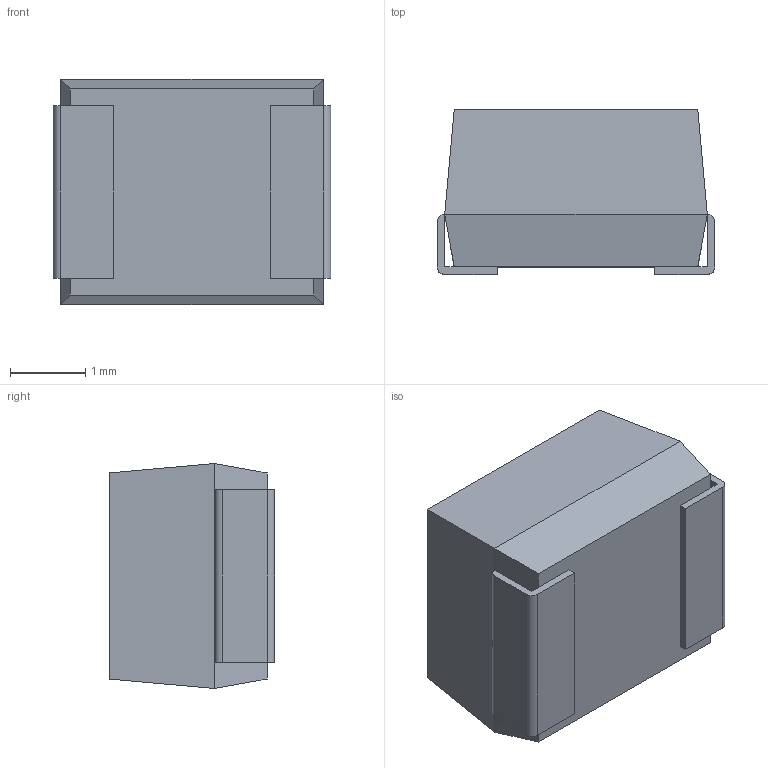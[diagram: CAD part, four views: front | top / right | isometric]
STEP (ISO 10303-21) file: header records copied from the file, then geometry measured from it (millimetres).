
FILE_DESCRIPTION (( 'STEP AP214' ), '1' );
FILE_NAME ('CTS_TCM3M_3528_L3.7H2.1S0.8F2.3K0.7P0.35W3.STEP', '2020-02-03T20:09:14', ( '' ), ( '' ), 'SwSTEP 2.0', 'SolidWorks 2014', '' );
FILE_SCHEMA (( 'AUTOMOTIVE_DESIGN' ));
Length unit declared in the file: millimetre
Products named in the file (1): CTS_TCM3M_3528_L3.7H2.1S0.8F2.3K0.7P0.35W3
Bounding box: 3.7 x 2.2 x 3 mm (x, y, z)
Volume: 21 mm3; surface area: 54.3 mm2
Topology: 4 solids, 4 shells, 85 faces, 223 edges, 146 vertices
Faces by surface type: plane 81, cylinder 4
Entity records: 3557 total; most frequent: CARTESIAN_POINT 455, ORIENTED_EDGE 446, DIRECTION 403, EDGE_CURVE 223, LINE 215, VECTOR 215, VERTEX_POINT 146, AXIS2_PLACEMENT_3D 94
